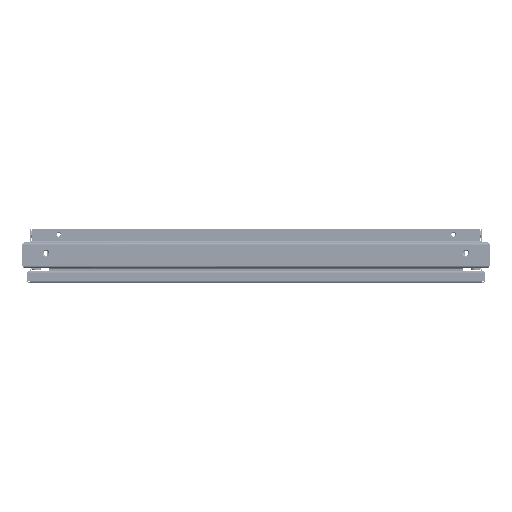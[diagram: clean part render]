
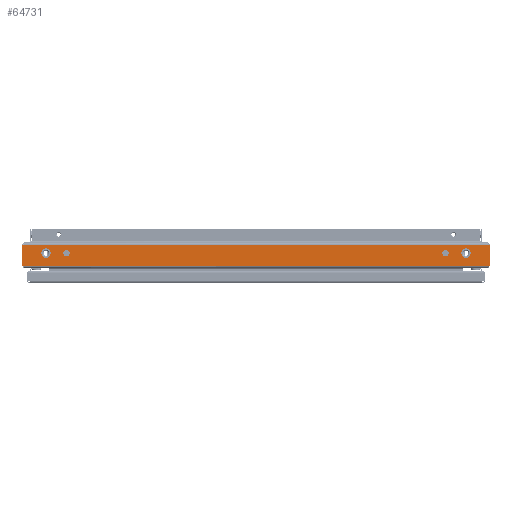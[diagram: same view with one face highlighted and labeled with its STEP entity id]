
A CAD part, front view. The second image highlights one B-rep face of the part: STEP entity #64731.
In plain terms, the highlighted face is planar.
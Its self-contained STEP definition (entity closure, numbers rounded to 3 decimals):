
#1385 = CARTESIAN_POINT ( 'NONE',  ( 324.5, -3.319, 0. ) ) ;
#2053 = VERTEX_POINT ( 'NONE', #50831 ) ;
#2315 = CIRCLE ( 'NONE', #5339, 5.5 ) ;
#4676 = CARTESIAN_POINT ( 'NONE',  ( 330., -3.319, 0. ) ) ;
#4715 = EDGE_CURVE ( 'NONE', #9168, #92913, #24261, .T. ) ;
#5339 = AXIS2_PLACEMENT_3D ( 'NONE', #91235, #84940, #33284 ) ;
#5442 = EDGE_CURVE ( 'NONE', #10321, #66994, #39503, .T. ) ;
#5752 = CARTESIAN_POINT ( 'NONE',  ( 400., 18., 0. ) ) ;
#6017 = EDGE_CURVE ( 'NONE', #53091, #33247, #29273, .T. ) ;
#6339 = CARTESIAN_POINT ( 'NONE',  ( 359.5, -3.319, 0. ) ) ;
#7088 = DIRECTION ( 'NONE',  ( 0., -1., 0. ) ) ;
#7481 = LINE ( 'NONE', #72718, #59416 ) ;
#7537 = CARTESIAN_POINT ( 'NONE',  ( 319., -3.319, 0. ) ) ;
#7938 = EDGE_CURVE ( 'NONE', #93002, #17474, #33639, .T. ) ;
#8056 = AXIS2_PLACEMENT_3D ( 'NONE', #91227, #83499, #10103 ) ;
#8446 = DIRECTION ( 'NONE',  ( 1., 0., 0. ) ) ;
#8486 = CARTESIAN_POINT ( 'NONE',  ( 400., -18., 0. ) ) ;
#9168 = VERTEX_POINT ( 'NONE', #8486 ) ;
#10103 = DIRECTION ( 'NONE',  ( 1., 0., 0. ) ) ;
#10321 = VERTEX_POINT ( 'NONE', #7537 ) ;
#10624 = AXIS2_PLACEMENT_3D ( 'NONE', #6339, #85561, #56096 ) ;
#10843 = FACE_BOUND ( 'NONE', #86138, .T. ) ;
#11635 = EDGE_CURVE ( 'NONE', #76463, #9168, #76774, .T. ) ;
#11892 = VERTEX_POINT ( 'NONE', #87769 ) ;
#13061 = EDGE_LOOP ( 'NONE', ( #93520, #32867 ) ) ;
#13135 = CARTESIAN_POINT ( 'NONE',  ( -324.5, -3.319, 0. ) ) ;
#13179 = AXIS2_PLACEMENT_3D ( 'NONE', #53040, #31303, #61223 ) ;
#13227 = CIRCLE ( 'NONE', #25578, 8. ) ;
#13739 = ORIENTED_EDGE ( 'NONE', *, *, #81911, .T. ) ;
#14795 = CIRCLE ( 'NONE', #41072, 5.5 ) ;
#16003 = DIRECTION ( 'NONE',  ( 1., 0., 0. ) ) ;
#17119 = FACE_BOUND ( 'NONE', #81106, .T. ) ;
#17474 = VERTEX_POINT ( 'NONE', #34472 ) ;
#17722 = VECTOR ( 'NONE', #83664, 1000. ) ;
#18101 = CARTESIAN_POINT ( 'NONE',  ( -400., -18., 0. ) ) ;
#18195 = AXIS2_PLACEMENT_3D ( 'NONE', #37754, #59941, #16003 ) ;
#18738 = ORIENTED_EDGE ( 'NONE', *, *, #61546, .T. ) ;
#22384 = CIRCLE ( 'NONE', #13179, 5.5 ) ;
#24261 = LINE ( 'NONE', #31999, #17722 ) ;
#24848 = CARTESIAN_POINT ( 'NONE',  ( 0., 0., 0. ) ) ;
#25340 = PLANE ( 'NONE',  #89168 ) ;
#25578 = AXIS2_PLACEMENT_3D ( 'NONE', #28430, #87332, #43851 ) ;
#25908 = ORIENTED_EDGE ( 'NONE', *, *, #30124, .T. ) ;
#26549 = CIRCLE ( 'NONE', #8056, 8. ) ;
#26557 = VECTOR ( 'NONE', #72707, 1000. ) ;
#26593 = CARTESIAN_POINT ( 'NONE',  ( -400., 18., 0. ) ) ;
#26915 = CARTESIAN_POINT ( 'NONE',  ( 367.5, -3.319, 0. ) ) ;
#28241 = ORIENTED_EDGE ( 'NONE', *, *, #4715, .T. ) ;
#28430 = CARTESIAN_POINT ( 'NONE',  ( 359.5, -3.319, 0. ) ) ;
#28618 = ORIENTED_EDGE ( 'NONE', *, *, #37455, .T. ) ;
#28699 = VECTOR ( 'NONE', #7088, 1000. ) ;
#29273 = LINE ( 'NONE', #43776, #28699 ) ;
#30124 = EDGE_CURVE ( 'NONE', #33247, #2053, #31271, .T. ) ;
#30530 = ORIENTED_EDGE ( 'NONE', *, *, #7938, .F. ) ;
#31271 = LINE ( 'NONE', #39940, #34030 ) ;
#31303 = DIRECTION ( 'NONE',  ( 0., 0., 1. ) ) ;
#31620 = FACE_BOUND ( 'NONE', #47844, .T. ) ;
#31999 = CARTESIAN_POINT ( 'NONE',  ( 400., -22., 0. ) ) ;
#32035 = VECTOR ( 'NONE', #86314, 1000. ) ;
#32812 = DIRECTION ( 'NONE',  ( 1., 0., 0. ) ) ;
#32867 = ORIENTED_EDGE ( 'NONE', *, *, #43768, .F. ) ;
#33247 = VERTEX_POINT ( 'NONE', #18101 ) ;
#33284 = DIRECTION ( 'NONE',  ( -1., 0., 0. ) ) ;
#33639 = CIRCLE ( 'NONE', #18195, 8. ) ;
#34030 = VECTOR ( 'NONE', #90191, 1000. ) ;
#34314 = VERTEX_POINT ( 'NONE', #69305 ) ;
#34472 = CARTESIAN_POINT ( 'NONE',  ( -351.5, -3.319, 0. ) ) ;
#36984 = CARTESIAN_POINT ( 'NONE',  ( 400., 18., 0. ) ) ;
#37455 = EDGE_CURVE ( 'NONE', #11892, #53787, #94913, .T. ) ;
#37754 = CARTESIAN_POINT ( 'NONE',  ( -359.5, -3.319, 0. ) ) ;
#38122 = CARTESIAN_POINT ( 'NONE',  ( -400., -18., 0. ) ) ;
#38377 = FACE_BOUND ( 'NONE', #13061, .T. ) ;
#38556 = ORIENTED_EDGE ( 'NONE', *, *, #53490, .F. ) ;
#39317 = CARTESIAN_POINT ( 'NONE',  ( -398., 18., 0. ) ) ;
#39503 = CIRCLE ( 'NONE', #64102, 5.5 ) ;
#39814 = DIRECTION ( 'NONE',  ( 0., 0., -1. ) ) ;
#39940 = CARTESIAN_POINT ( 'NONE',  ( -400., -18., 0. ) ) ;
#40688 = CARTESIAN_POINT ( 'NONE',  ( 397.935, -18., 0. ) ) ;
#41072 = AXIS2_PLACEMENT_3D ( 'NONE', #13135, #42566, #57542 ) ;
#41793 = ORIENTED_EDGE ( 'NONE', *, *, #78432, .T. ) ;
#42566 = DIRECTION ( 'NONE',  ( 0., 0., 1. ) ) ;
#42990 = VERTEX_POINT ( 'NONE', #90550 ) ;
#43768 = EDGE_CURVE ( 'NONE', #81535, #42990, #14795, .T. ) ;
#43776 = CARTESIAN_POINT ( 'NONE',  ( -400., -22., 0. ) ) ;
#43851 = DIRECTION ( 'NONE',  ( -1., 0., 0. ) ) ;
#44034 = VERTEX_POINT ( 'NONE', #26915 ) ;
#46095 = DIRECTION ( 'NONE',  ( -1., 0., 0. ) ) ;
#47844 = EDGE_LOOP ( 'NONE', ( #54149, #13739 ) ) ;
#49713 = LINE ( 'NONE', #5752, #53402 ) ;
#50831 = CARTESIAN_POINT ( 'NONE',  ( -397.935, -18., 0. ) ) ;
#53040 = CARTESIAN_POINT ( 'NONE',  ( -324.5, -3.319, 0. ) ) ;
#53091 = VERTEX_POINT ( 'NONE', #26593 ) ;
#53354 = FACE_OUTER_BOUND ( 'NONE', #64826, .T. ) ;
#53402 = VECTOR ( 'NONE', #64656, 1000. ) ;
#53490 = EDGE_CURVE ( 'NONE', #17474, #93002, #26549, .T. ) ;
#53787 = VERTEX_POINT ( 'NONE', #39317 ) ;
#53990 = DIRECTION ( 'NONE',  ( 0., 0., -1. ) ) ;
#54149 = ORIENTED_EDGE ( 'NONE', *, *, #75303, .T. ) ;
#56096 = DIRECTION ( 'NONE',  ( -1., 0., 0. ) ) ;
#56849 = CARTESIAN_POINT ( 'NONE',  ( 400., 18., 0. ) ) ;
#57473 = ORIENTED_EDGE ( 'NONE', *, *, #5442, .T. ) ;
#57542 = DIRECTION ( 'NONE',  ( 1., 0., 0. ) ) ;
#59416 = VECTOR ( 'NONE', #8446, 1000. ) ;
#59892 = EDGE_CURVE ( 'NONE', #92913, #11892, #49713, .T. ) ;
#59941 = DIRECTION ( 'NONE',  ( 0., 0., 1. ) ) ;
#61223 = DIRECTION ( 'NONE',  ( 1., 0., 0. ) ) ;
#61546 = EDGE_CURVE ( 'NONE', #53787, #53091, #79562, .T. ) ;
#62322 = ORIENTED_EDGE ( 'NONE', *, *, #59892, .T. ) ;
#64102 = AXIS2_PLACEMENT_3D ( 'NONE', #1385, #53990, #82964 ) ;
#64656 = DIRECTION ( 'NONE',  ( -1., 0., 0. ) ) ;
#64731 = ADVANCED_FACE ( 'NONE', ( #31620, #10843, #17119, #38377, #53354 ), #25340, .F. ) ;
#64826 = EDGE_LOOP ( 'NONE', ( #25908, #41793, #76849, #28241, #62322, #28618, #18738, #75731 ) ) ;
#66994 = VERTEX_POINT ( 'NONE', #4676 ) ;
#67663 = CIRCLE ( 'NONE', #10624, 8. ) ;
#69305 = CARTESIAN_POINT ( 'NONE',  ( 351.5, -3.319, 0. ) ) ;
#71039 = VECTOR ( 'NONE', #32812, 1000. ) ;
#72707 = DIRECTION ( 'NONE',  ( -1., 0., 0. ) ) ;
#72718 = CARTESIAN_POINT ( 'NONE',  ( -400., -18., 0. ) ) ;
#73077 = CARTESIAN_POINT ( 'NONE',  ( -330., -3.319, 0. ) ) ;
#75303 = EDGE_CURVE ( 'NONE', #44034, #34314, #13227, .T. ) ;
#75731 = ORIENTED_EDGE ( 'NONE', *, *, #6017, .T. ) ;
#76463 = VERTEX_POINT ( 'NONE', #40688 ) ;
#76685 = EDGE_CURVE ( 'NONE', #42990, #81535, #22384, .T. ) ;
#76774 = LINE ( 'NONE', #38122, #71039 ) ;
#76849 = ORIENTED_EDGE ( 'NONE', *, *, #11635, .T. ) ;
#77733 = EDGE_CURVE ( 'NONE', #66994, #10321, #2315, .T. ) ;
#78432 = EDGE_CURVE ( 'NONE', #2053, #76463, #7481, .T. ) ;
#79496 = CARTESIAN_POINT ( 'NONE',  ( 400., 18., 0. ) ) ;
#79562 = LINE ( 'NONE', #56849, #32035 ) ;
#81106 = EDGE_LOOP ( 'NONE', ( #38556, #30530 ) ) ;
#81535 = VERTEX_POINT ( 'NONE', #73077 ) ;
#81911 = EDGE_CURVE ( 'NONE', #34314, #44034, #67663, .T. ) ;
#82964 = DIRECTION ( 'NONE',  ( -1., 0., 0. ) ) ;
#83499 = DIRECTION ( 'NONE',  ( 0., 0., 1. ) ) ;
#83664 = DIRECTION ( 'NONE',  ( 0., 1., 0. ) ) ;
#84158 = CARTESIAN_POINT ( 'NONE',  ( -367.5, -3.319, 0. ) ) ;
#84940 = DIRECTION ( 'NONE',  ( 0., 0., -1. ) ) ;
#85561 = DIRECTION ( 'NONE',  ( 0., 0., -1. ) ) ;
#86138 = EDGE_LOOP ( 'NONE', ( #92870, #57473 ) ) ;
#86314 = DIRECTION ( 'NONE',  ( -1., 0., 0. ) ) ;
#87332 = DIRECTION ( 'NONE',  ( 0., 0., -1. ) ) ;
#87769 = CARTESIAN_POINT ( 'NONE',  ( 398., 18., 0. ) ) ;
#89168 = AXIS2_PLACEMENT_3D ( 'NONE', #24848, #39814, #46095 ) ;
#90191 = DIRECTION ( 'NONE',  ( 1., 0., 0. ) ) ;
#90550 = CARTESIAN_POINT ( 'NONE',  ( -319., -3.319, 0. ) ) ;
#91227 = CARTESIAN_POINT ( 'NONE',  ( -359.5, -3.319, 0. ) ) ;
#91235 = CARTESIAN_POINT ( 'NONE',  ( 324.5, -3.319, 0. ) ) ;
#92870 = ORIENTED_EDGE ( 'NONE', *, *, #77733, .T. ) ;
#92913 = VERTEX_POINT ( 'NONE', #36984 ) ;
#93002 = VERTEX_POINT ( 'NONE', #84158 ) ;
#93520 = ORIENTED_EDGE ( 'NONE', *, *, #76685, .F. ) ;
#94913 = LINE ( 'NONE', #79496, #26557 ) ;
